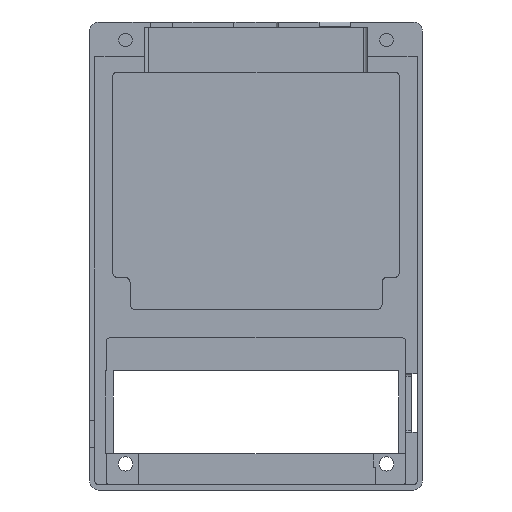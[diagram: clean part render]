
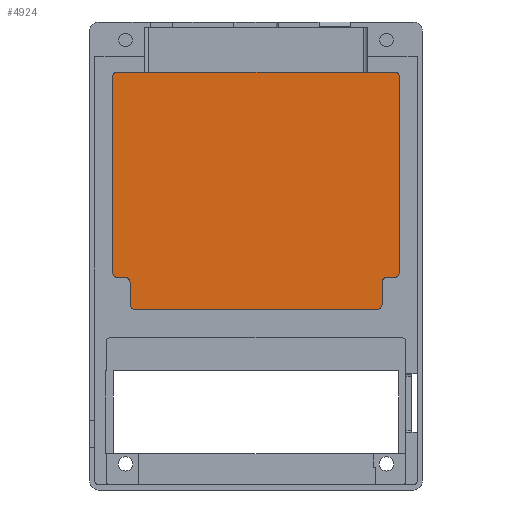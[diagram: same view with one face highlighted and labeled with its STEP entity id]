
A CAD part, front view. The second image highlights one B-rep face of the part: STEP entity #4924.
In plain terms, the highlighted planar face has unit normal (0, -1, 0).
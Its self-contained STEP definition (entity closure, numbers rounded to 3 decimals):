
#49 = CARTESIAN_POINT ( 'NONE',  ( 28., 8.8, -4.8 ) ) ;
#103 = ORIENTED_EDGE ( 'NONE', *, *, #3775, .F. ) ;
#173 = VECTOR ( 'NONE', #5493, 1000. ) ;
#193 = ORIENTED_EDGE ( 'NONE', *, *, #5225, .T. ) ;
#249 = CARTESIAN_POINT ( 'NONE',  ( -30.8, 8.8, -3.8 ) ) ;
#287 = VERTEX_POINT ( 'NONE', #1742 ) ;
#331 = CARTESIAN_POINT ( 'NONE',  ( 30.8, 8.8, -3.8 ) ) ;
#358 = EDGE_CURVE ( 'NONE', #5710, #2106, #2306, .T. ) ;
#363 = VECTOR ( 'NONE', #1804, 1000. ) ;
#370 = CARTESIAN_POINT ( 'NONE',  ( -26., 8.8, -11.8 ) ) ;
#460 = EDGE_LOOP ( 'NONE', ( #103, #851, #5179, #5042, #4155, #1252, #2114, #3148, #2695, #5740, #4536, #5094, #2886, #4720, #5007, #193 ) ) ;
#583 = DIRECTION ( 'NONE',  ( -1., 0., 0. ) ) ;
#594 = VECTOR ( 'NONE', #1379, 1000. ) ;
#669 = CIRCLE ( 'NONE', #3988, 1. ) ;
#712 = CIRCLE ( 'NONE', #5360, 1. ) ;
#772 = CARTESIAN_POINT ( 'NONE',  ( 30.8, 8.8, -4.8 ) ) ;
#834 = CIRCLE ( 'NONE', #3115, 1. ) ;
#851 = ORIENTED_EDGE ( 'NONE', *, *, #5661, .T. ) ;
#904 = CARTESIAN_POINT ( 'NONE',  ( 0., 8.8, 0. ) ) ;
#927 = CARTESIAN_POINT ( 'NONE',  ( -28., 8.8, -10.8 ) ) ;
#1041 = CARTESIAN_POINT ( 'NONE',  ( 27., 8.8, -11.8 ) ) ;
#1063 = VERTEX_POINT ( 'NONE', #4964 ) ;
#1141 = CARTESIAN_POINT ( 'NONE',  ( 28., 8.8, -11.8 ) ) ;
#1252 = ORIENTED_EDGE ( 'NONE', *, *, #4144, .T. ) ;
#1257 = AXIS2_PLACEMENT_3D ( 'NONE', #4794, #1612, #4765 ) ;
#1379 = DIRECTION ( 'NONE',  ( -1., 0., 0. ) ) ;
#1394 = VERTEX_POINT ( 'NONE', #5786 ) ;
#1612 = DIRECTION ( 'NONE',  ( 0., 1., 0. ) ) ;
#1617 = CARTESIAN_POINT ( 'NONE',  ( -28., 8.8, -4.8 ) ) ;
#1659 = DIRECTION ( 'NONE',  ( 0., -1., 0. ) ) ;
#1666 = CARTESIAN_POINT ( 'NONE',  ( -27., 8.8, -10.8 ) ) ;
#1742 = CARTESIAN_POINT ( 'NONE',  ( -28., 8.8, -5.8 ) ) ;
#1804 = DIRECTION ( 'NONE',  ( 0., 0., 1. ) ) ;
#1833 = DIRECTION ( 'NONE',  ( 1., 0., 0. ) ) ;
#1859 = CARTESIAN_POINT ( 'NONE',  ( 29., 8.8, -5.8 ) ) ;
#1863 = LINE ( 'NONE', #1970, #5597 ) ;
#1882 = VECTOR ( 'NONE', #2561, 1000. ) ;
#1940 = DIRECTION ( 'NONE',  ( 0., 0., 1. ) ) ;
#1948 = EDGE_CURVE ( 'NONE', #4971, #2853, #3226, .T. ) ;
#1970 = CARTESIAN_POINT ( 'NONE',  ( 31.8, 8.8, -13. ) ) ;
#1973 = CARTESIAN_POINT ( 'NONE',  ( -31.8, 8.8, -4.8 ) ) ;
#2026 = CARTESIAN_POINT ( 'NONE',  ( -29., 8.8, -4.8 ) ) ;
#2035 = EDGE_CURVE ( 'NONE', #2853, #4803, #1863, .T. ) ;
#2044 = CARTESIAN_POINT ( 'NONE',  ( 31.8, 8.8, 40. ) ) ;
#2052 = DIRECTION ( 'NONE',  ( 0., 0., 1. ) ) ;
#2056 = DIRECTION ( 'NONE',  ( 0., 0., 1. ) ) ;
#2106 = VERTEX_POINT ( 'NONE', #4350 ) ;
#2114 = ORIENTED_EDGE ( 'NONE', *, *, #2035, .F. ) ;
#2175 = EDGE_CURVE ( 'NONE', #4663, #2988, #669, .T. ) ;
#2193 = EDGE_CURVE ( 'NONE', #2666, #287, #3877, .T. ) ;
#2240 = CARTESIAN_POINT ( 'NONE',  ( -31.8, 8.8, -13. ) ) ;
#2249 = AXIS2_PLACEMENT_3D ( 'NONE', #1859, #3787, #1940 ) ;
#2268 = DIRECTION ( 'NONE',  ( 0., 1., 0. ) ) ;
#2303 = LINE ( 'NONE', #4534, #5491 ) ;
#2306 = LINE ( 'NONE', #49, #173 ) ;
#2427 = CARTESIAN_POINT ( 'NONE',  ( -29., 8.8, -5.8 ) ) ;
#2460 = DIRECTION ( 'NONE',  ( 0., 0., 1. ) ) ;
#2561 = DIRECTION ( 'NONE',  ( 0., 0., -1. ) ) ;
#2637 = VECTOR ( 'NONE', #583, 1000. ) ;
#2658 = CARTESIAN_POINT ( 'NONE',  ( 31., 8.8, 40.8 ) ) ;
#2666 = VERTEX_POINT ( 'NONE', #927 ) ;
#2695 = ORIENTED_EDGE ( 'NONE', *, *, #3267, .F. ) ;
#2705 = DIRECTION ( 'NONE',  ( 0., -1., 0. ) ) ;
#2754 = DIRECTION ( 'NONE',  ( 0., 1., 0. ) ) ;
#2853 = VERTEX_POINT ( 'NONE', #2044 ) ;
#2886 = ORIENTED_EDGE ( 'NONE', *, *, #3400, .F. ) ;
#2941 = AXIS2_PLACEMENT_3D ( 'NONE', #3285, #2754, #3232 ) ;
#2964 = VERTEX_POINT ( 'NONE', #5463 ) ;
#2986 = LINE ( 'NONE', #1141, #1882 ) ;
#2988 = VERTEX_POINT ( 'NONE', #4450 ) ;
#3014 = EDGE_CURVE ( 'NONE', #5173, #287, #4724, .T. ) ;
#3115 = AXIS2_PLACEMENT_3D ( 'NONE', #1666, #5275, #2052 ) ;
#3119 = CARTESIAN_POINT ( 'NONE',  ( -31.8, 8.8, 40. ) ) ;
#3136 = VECTOR ( 'NONE', #5278, 1000. ) ;
#3148 = ORIENTED_EDGE ( 'NONE', *, *, #1948, .F. ) ;
#3226 = CIRCLE ( 'NONE', #2941, 0.8 ) ;
#3232 = DIRECTION ( 'NONE',  ( 0., 0., 1. ) ) ;
#3258 = DIRECTION ( 'NONE',  ( 0., 0., -1. ) ) ;
#3267 = EDGE_CURVE ( 'NONE', #1063, #4971, #2303, .T. ) ;
#3285 = CARTESIAN_POINT ( 'NONE',  ( 31., 8.8, 40. ) ) ;
#3296 = EDGE_CURVE ( 'NONE', #4663, #5734, #4029, .T. ) ;
#3313 = CIRCLE ( 'NONE', #5871, 1. ) ;
#3400 = EDGE_CURVE ( 'NONE', #5173, #2988, #4230, .T. ) ;
#3416 = AXIS2_PLACEMENT_3D ( 'NONE', #904, #2268, #3578 ) ;
#3526 = PLANE ( 'NONE',  #3416 ) ;
#3578 = DIRECTION ( 'NONE',  ( 0., 0., 1. ) ) ;
#3642 = LINE ( 'NONE', #370, #594 ) ;
#3775 = EDGE_CURVE ( 'NONE', #5483, #5482, #3642, .T. ) ;
#3780 = CIRCLE ( 'NONE', #2249, 1. ) ;
#3787 = DIRECTION ( 'NONE',  ( 0., 1., 0. ) ) ;
#3877 = LINE ( 'NONE', #1617, #3136 ) ;
#3960 = EDGE_CURVE ( 'NONE', #5734, #1063, #4294, .T. ) ;
#3988 = AXIS2_PLACEMENT_3D ( 'NONE', #249, #4377, #2056 ) ;
#4029 = LINE ( 'NONE', #2240, #363 ) ;
#4144 = EDGE_CURVE ( 'NONE', #5710, #4803, #3313, .T. ) ;
#4155 = ORIENTED_EDGE ( 'NONE', *, *, #358, .F. ) ;
#4204 = CARTESIAN_POINT ( 'NONE',  ( -31.8, 8.8, -3.8 ) ) ;
#4230 = LINE ( 'NONE', #1973, #2637 ) ;
#4294 = CIRCLE ( 'NONE', #1257, 0.8 ) ;
#4350 = CARTESIAN_POINT ( 'NONE',  ( 29., 8.8, -4.8 ) ) ;
#4377 = DIRECTION ( 'NONE',  ( 0., -1., 0. ) ) ;
#4433 = FACE_OUTER_BOUND ( 'NONE', #460, .T. ) ;
#4450 = CARTESIAN_POINT ( 'NONE',  ( -30.8, 8.8, -4.8 ) ) ;
#4534 = CARTESIAN_POINT ( 'NONE',  ( -33., 8.8, 40.8 ) ) ;
#4536 = ORIENTED_EDGE ( 'NONE', *, *, #3296, .F. ) ;
#4611 = CARTESIAN_POINT ( 'NONE',  ( -27., 8.8, -11.8 ) ) ;
#4663 = VERTEX_POINT ( 'NONE', #4204 ) ;
#4697 = DIRECTION ( 'NONE',  ( 0., 0., 1. ) ) ;
#4720 = ORIENTED_EDGE ( 'NONE', *, *, #3014, .T. ) ;
#4724 = CIRCLE ( 'NONE', #5675, 1. ) ;
#4765 = DIRECTION ( 'NONE',  ( 0., 0., 1. ) ) ;
#4794 = CARTESIAN_POINT ( 'NONE',  ( -31., 8.8, 40. ) ) ;
#4803 = VERTEX_POINT ( 'NONE', #5745 ) ;
#4924 = ADVANCED_FACE ( 'NONE', ( #4433 ), #3526, .F. ) ;
#4964 = CARTESIAN_POINT ( 'NONE',  ( -31., 8.8, 40.8 ) ) ;
#4971 = VERTEX_POINT ( 'NONE', #2658 ) ;
#5007 = ORIENTED_EDGE ( 'NONE', *, *, #2193, .F. ) ;
#5022 = EDGE_CURVE ( 'NONE', #1394, #2106, #3780, .T. ) ;
#5042 = ORIENTED_EDGE ( 'NONE', *, *, #5022, .T. ) ;
#5094 = ORIENTED_EDGE ( 'NONE', *, *, #2175, .T. ) ;
#5173 = VERTEX_POINT ( 'NONE', #2026 ) ;
#5179 = ORIENTED_EDGE ( 'NONE', *, *, #5259, .F. ) ;
#5225 = EDGE_CURVE ( 'NONE', #2666, #5482, #834, .T. ) ;
#5259 = EDGE_CURVE ( 'NONE', #1394, #2964, #2986, .T. ) ;
#5275 = DIRECTION ( 'NONE',  ( 0., -1., 0. ) ) ;
#5278 = DIRECTION ( 'NONE',  ( 0., 0., 1. ) ) ;
#5360 = AXIS2_PLACEMENT_3D ( 'NONE', #5733, #1659, #4697 ) ;
#5381 = DIRECTION ( 'NONE',  ( 0., 0., 1. ) ) ;
#5463 = CARTESIAN_POINT ( 'NONE',  ( 28., 8.8, -10.8 ) ) ;
#5482 = VERTEX_POINT ( 'NONE', #4611 ) ;
#5483 = VERTEX_POINT ( 'NONE', #1041 ) ;
#5491 = VECTOR ( 'NONE', #1833, 1000. ) ;
#5493 = DIRECTION ( 'NONE',  ( -1., 0., 0. ) ) ;
#5555 = DIRECTION ( 'NONE',  ( 0., 1., 0. ) ) ;
#5597 = VECTOR ( 'NONE', #3258, 1000. ) ;
#5661 = EDGE_CURVE ( 'NONE', #5483, #2964, #712, .T. ) ;
#5675 = AXIS2_PLACEMENT_3D ( 'NONE', #2427, #5555, #2460 ) ;
#5710 = VERTEX_POINT ( 'NONE', #772 ) ;
#5733 = CARTESIAN_POINT ( 'NONE',  ( 27., 8.8, -10.8 ) ) ;
#5734 = VERTEX_POINT ( 'NONE', #3119 ) ;
#5740 = ORIENTED_EDGE ( 'NONE', *, *, #3960, .F. ) ;
#5745 = CARTESIAN_POINT ( 'NONE',  ( 31.8, 8.8, -3.8 ) ) ;
#5786 = CARTESIAN_POINT ( 'NONE',  ( 28., 8.8, -5.8 ) ) ;
#5871 = AXIS2_PLACEMENT_3D ( 'NONE', #331, #2705, #5381 ) ;
